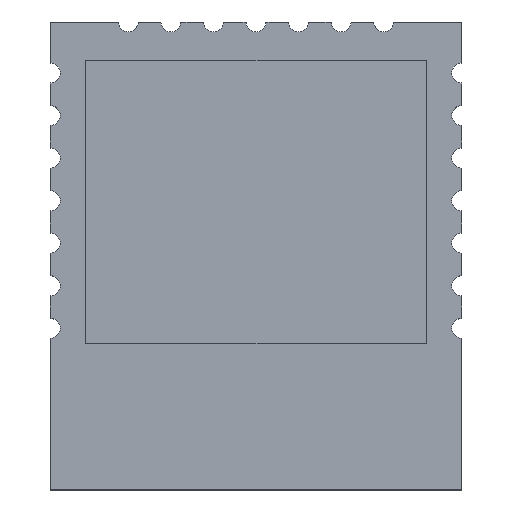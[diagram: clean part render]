
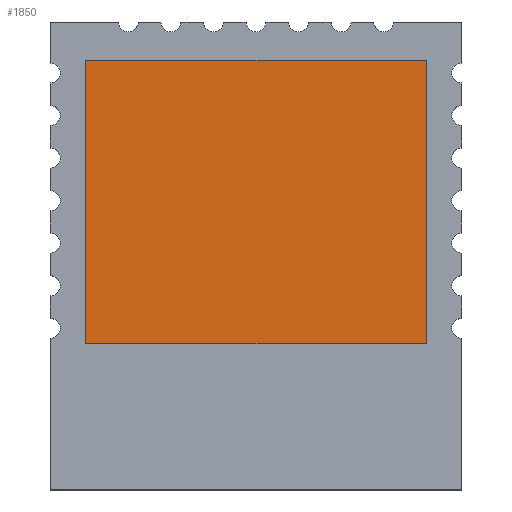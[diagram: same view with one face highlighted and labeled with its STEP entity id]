
A CAD part, top view. The second image highlights one B-rep face of the part: STEP entity #1850.
In plain terms, the highlighted planar face has unit normal (0, 0, 1).
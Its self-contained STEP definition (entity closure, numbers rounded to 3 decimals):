
#31 = EDGE_CURVE ( 'NONE', #2471, #919, #2801, .T. ) ;
#273 = LINE ( 'NONE', #1379, #1428 ) ;
#280 = ORIENTED_EDGE ( 'NONE', *, *, #1314, .T. ) ;
#288 = EDGE_LOOP ( 'NONE', ( #1451, #471, #1560, #280 ) ) ;
#471 = ORIENTED_EDGE ( 'NONE', *, *, #31, .T. ) ;
#542 = CARTESIAN_POINT ( 'NONE',  ( 19.8, 15.15, 1.7 ) ) ;
#547 = CARTESIAN_POINT ( 'NONE',  ( 31.8, 5.15, 1.7 ) ) ;
#687 = CARTESIAN_POINT ( 'NONE',  ( 19.8, 15.15, 1.7 ) ) ;
#744 = CARTESIAN_POINT ( 'NONE',  ( 31.8, 5.15, 1.7 ) ) ;
#865 = DIRECTION ( 'NONE',  ( 1., 0., 0. ) ) ;
#919 = VERTEX_POINT ( 'NONE', #547 ) ;
#1022 = FACE_OUTER_BOUND ( 'NONE', #288, .T. ) ;
#1300 = CARTESIAN_POINT ( 'NONE',  ( 31.8, 15.15, 1.7 ) ) ;
#1314 = EDGE_CURVE ( 'NONE', #2437, #1776, #273, .T. ) ;
#1348 = LINE ( 'NONE', #687, #2204 ) ;
#1379 = CARTESIAN_POINT ( 'NONE',  ( 31.8, 15.15, 1.7 ) ) ;
#1427 = CARTESIAN_POINT ( 'NONE',  ( 19.8, 5.15, 1.7 ) ) ;
#1428 = VECTOR ( 'NONE', #1596, 1000. ) ;
#1451 = ORIENTED_EDGE ( 'NONE', *, *, #1735, .T. ) ;
#1560 = ORIENTED_EDGE ( 'NONE', *, *, #2058, .T. ) ;
#1596 = DIRECTION ( 'NONE',  ( -1., 0., 0. ) ) ;
#1660 = DIRECTION ( 'NONE',  ( 0., 1., 0. ) ) ;
#1684 = CARTESIAN_POINT ( 'NONE',  ( 0., 0., 1.7 ) ) ;
#1735 = EDGE_CURVE ( 'NONE', #1776, #2471, #1348, .T. ) ;
#1770 = VECTOR ( 'NONE', #1660, 1000. ) ;
#1776 = VERTEX_POINT ( 'NONE', #542 ) ;
#1850 = ADVANCED_FACE ( 'NONE', ( #1022 ), #2840, .T. ) ;
#1999 = DIRECTION ( 'NONE',  ( 0., -1., 0. ) ) ;
#2058 = EDGE_CURVE ( 'NONE', #919, #2437, #2773, .T. ) ;
#2204 = VECTOR ( 'NONE', #1999, 1000. ) ;
#2397 = DIRECTION ( 'NONE',  ( 0., 0., 1. ) ) ;
#2437 = VERTEX_POINT ( 'NONE', #1300 ) ;
#2471 = VERTEX_POINT ( 'NONE', #2888 ) ;
#2579 = AXIS2_PLACEMENT_3D ( 'NONE', #1684, #2397, #865 ) ;
#2773 = LINE ( 'NONE', #744, #1770 ) ;
#2789 = DIRECTION ( 'NONE',  ( 1., 0., 0. ) ) ;
#2801 = LINE ( 'NONE', #1427, #2853 ) ;
#2840 = PLANE ( 'NONE',  #2579 ) ;
#2853 = VECTOR ( 'NONE', #2789, 1000. ) ;
#2888 = CARTESIAN_POINT ( 'NONE',  ( 19.8, 5.15, 1.7 ) ) ;
